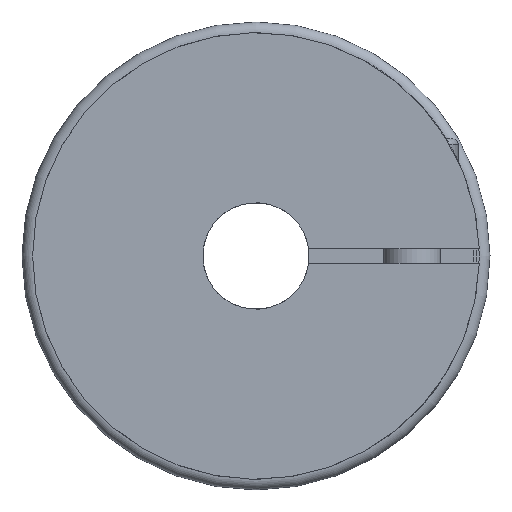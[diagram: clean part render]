
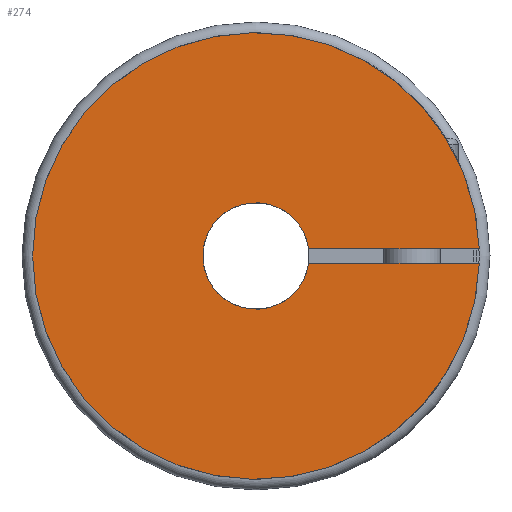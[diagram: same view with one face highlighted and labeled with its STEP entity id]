
A CAD part, left-side view. The second image highlights one B-rep face of the part: STEP entity #274.
In plain terms, the highlighted planar face has unit normal (-1, 0, 0).
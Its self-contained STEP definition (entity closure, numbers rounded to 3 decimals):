
#274 = ADVANCED_FACE( '', ( #622 ), #623, .F. );
#622 = FACE_OUTER_BOUND( '', #1015, .T. );
#623 = PLANE( '', #1016 );
#1015 = EDGE_LOOP( '', ( #1677, #1678, #1679, #1680 ) );
#1016 = AXIS2_PLACEMENT_3D( '', #1681, #1682, #1683 );
#1677 = ORIENTED_EDGE( '', *, *, #2011, .T. );
#1678 = ORIENTED_EDGE( '', *, *, #2144, .F. );
#1679 = ORIENTED_EDGE( '', *, *, #2071, .T. );
#1680 = ORIENTED_EDGE( '', *, *, #2097, .T. );
#1681 = CARTESIAN_POINT( '', ( -33.5, 0., 0. ) );
#1682 = DIRECTION( '', ( 1., 0., 0. ) );
#1683 = DIRECTION( '', ( 0., 0., 1. ) );
#2011 = EDGE_CURVE( '', #2363, #2361, #2364, .T. );
#2071 = EDGE_CURVE( '', #2451, #2449, #2452, .T. );
#2097 = EDGE_CURVE( '', #2449, #2363, #2488, .T. );
#2144 = EDGE_CURVE( '', #2451, #2361, #2543, .T. );
#2361 = VERTEX_POINT( '', #3551 );
#2363 = VERTEX_POINT( '', #3554 );
#2364 = LINE( '', #3555, #3556 );
#2449 = VERTEX_POINT( '', #4220 );
#2451 = VERTEX_POINT( '', #4223 );
#2452 = LINE( '', #4224, #4225 );
#2488 = CIRCLE( '', #4465, 31.5 );
#2543 = CIRCLE( '', #4529, 7.5 );
#3551 = CARTESIAN_POINT( '', ( -33.5, -7.433, -1. ) );
#3554 = CARTESIAN_POINT( '', ( -33.5, -31.484, -1. ) );
#3555 = CARTESIAN_POINT( '', ( -33.5, -12.961, -1. ) );
#3556 = VECTOR( '', #4726, 1000. );
#4220 = CARTESIAN_POINT( '', ( -33.5, -31.484, 1. ) );
#4223 = CARTESIAN_POINT( '', ( -33.5, -7.433, 1. ) );
#4224 = CARTESIAN_POINT( '', ( -33.5, -12.961, 1. ) );
#4225 = VECTOR( '', #4806, 1000. );
#4465 = AXIS2_PLACEMENT_3D( '', #4840, #4841, #4842 );
#4529 = AXIS2_PLACEMENT_3D( '', #4891, #4892, #4893 );
#4726 = DIRECTION( '', ( 0., 1., 0. ) );
#4806 = DIRECTION( '', ( 0., -1., 0. ) );
#4840 = CARTESIAN_POINT( '', ( -33.5, 0., 0. ) );
#4841 = DIRECTION( '', ( -1., 0., 0. ) );
#4842 = DIRECTION( '', ( 0., -1., 0. ) );
#4891 = CARTESIAN_POINT( '', ( -33.5, 0., 0. ) );
#4892 = DIRECTION( '', ( -1., 0., 0. ) );
#4893 = DIRECTION( '', ( 0., -1., 0. ) );
